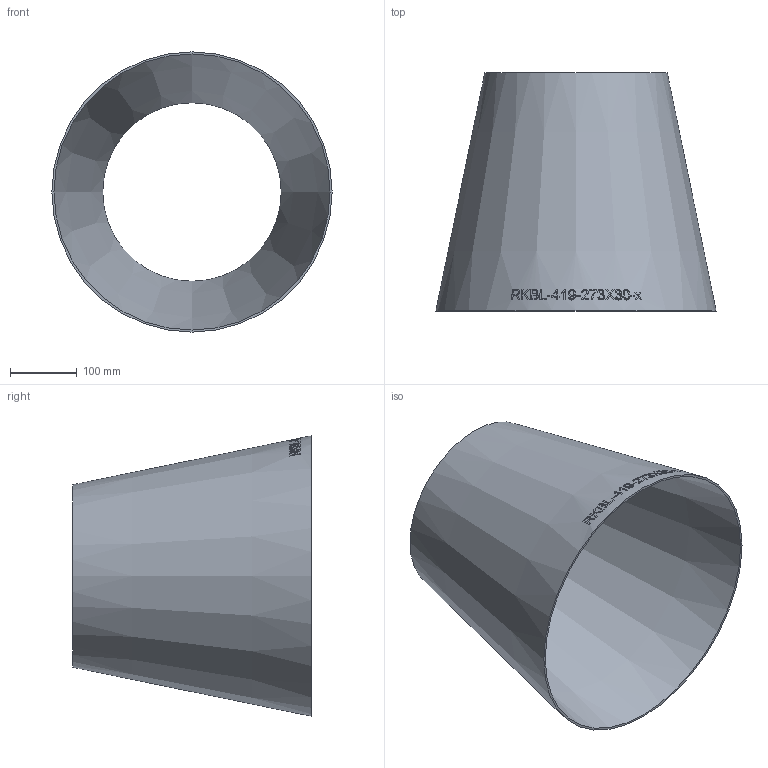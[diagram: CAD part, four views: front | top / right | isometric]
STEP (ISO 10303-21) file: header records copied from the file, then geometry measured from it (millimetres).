
FILE_DESCRIPTION (( 'STEP AP214' ), '1' );
FILE_NAME ('RKBL-419-273X30-x Reduzierung aus Blech ISO-sonstige 2007.STEP', '2020-07-15T11:00:03', ( '' ), ( '' ), 'SwSTEP 2.0', 'SolidWorks 2019', '' );
FILE_SCHEMA (( 'AUTOMOTIVE_DESIGN' ));
Length unit declared in the file: millimetre
Products named in the file (1): RKBL-419-273X30-x Reduzierung aus Blech ISO-sonstige 2007
Bounding box: 419 x 356 x 419 mm (x, y, z)
Volume: 1173346.2 mm3; surface area: 789664.9 mm2
Topology: 1 solids, 1 shells, 226 faces, 603 edges, 402 vertices
Faces by surface type: bspline 199, cone 25, plane 2
Entity records: 37552 total; most frequent: CARTESIAN_POINT 31278, ORIENTED_EDGE 1202, EDGE_CURVE 601, B_SPLINE_CURVE_WITH_KNOTS 597, VERTEX_POINT 402, EDGE_LOOP 253, FACE_OUTER_BOUND 226, ADVANCED_FACE 226
